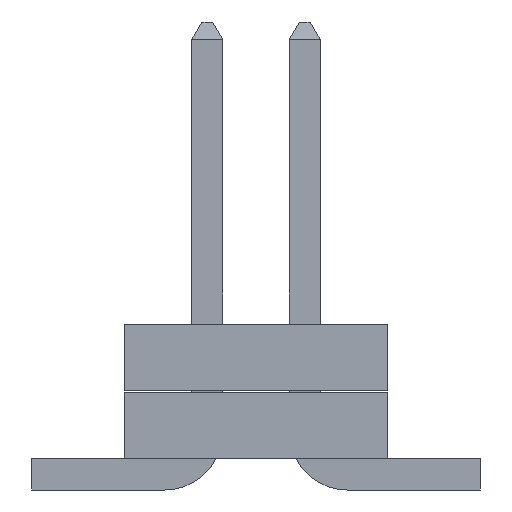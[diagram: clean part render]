
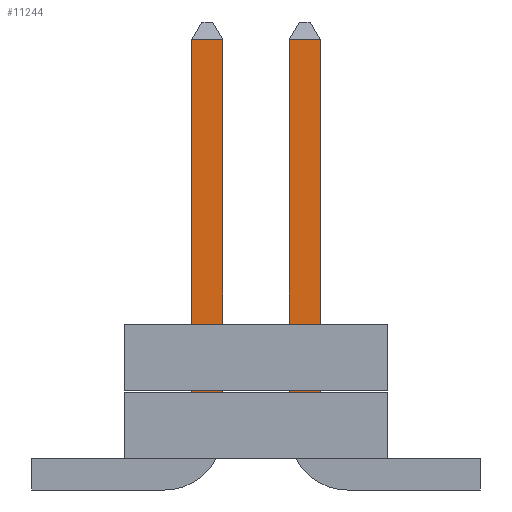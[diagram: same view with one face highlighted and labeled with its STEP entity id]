
A CAD part, left-side view. The second image highlights one B-rep face of the part: STEP entity #11244.
In plain terms, the highlighted planar face has unit normal (-1, 0, 0).
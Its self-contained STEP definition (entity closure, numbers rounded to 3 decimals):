
#221 = VERTEX_POINT('',#222);
#222 = CARTESIAN_POINT('',(-23.063,5.461,0.838));
#1663 = VERTEX_POINT('',#1664);
#1664 = CARTESIAN_POINT('',(-23.063,5.461,-0.838));
#4217 = VERTEX_POINT('',#4218);
#4218 = CARTESIAN_POINT('',(-23.063,5.461,-0.432));
#5335 = VERTEX_POINT('',#5336);
#5336 = CARTESIAN_POINT('',(-23.063,5.461,0.432));
#7613 = EDGE_CURVE('',#221,#7614,#7616,.T.);
#7614 = VERTEX_POINT('',#7615);
#7615 = CARTESIAN_POINT('',(-23.063,0.301,0.838));
#7616 = LINE('',#7617,#7618);
#7617 = CARTESIAN_POINT('',(-23.063,5.461,0.838));
#7618 = VECTOR('',#7619,1.);
#7619 = DIRECTION('',(0.,-1.,0.));
#8472 = EDGE_CURVE('',#7614,#8473,#8475,.T.);
#8473 = VERTEX_POINT('',#8474);
#8474 = CARTESIAN_POINT('',(-23.063,0.301,-0.838));
#8475 = LINE('',#8476,#8477);
#8476 = CARTESIAN_POINT('',(-23.063,0.301,0.838));
#8477 = VECTOR('',#8478,1.);
#8478 = DIRECTION('',(0.,0.,-1.));
#9338 = EDGE_CURVE('',#8473,#1663,#9339,.T.);
#9339 = LINE('',#9340,#9341);
#9340 = CARTESIAN_POINT('',(-23.063,0.301,-0.838));
#9341 = VECTOR('',#9342,1.);
#9342 = DIRECTION('',(0.,1.,0.));
#9455 = EDGE_CURVE('',#4217,#9456,#9458,.T.);
#9456 = VERTEX_POINT('',#9457);
#9457 = CARTESIAN_POINT('',(-23.063,0.555,-0.432));
#9458 = LINE('',#9459,#9460);
#9459 = CARTESIAN_POINT('',(-23.063,5.461,-0.432));
#9460 = VECTOR('',#9461,1.);
#9461 = DIRECTION('',(0.,-1.,0.));
#10314 = EDGE_CURVE('',#9456,#10315,#10317,.T.);
#10315 = VERTEX_POINT('',#10316);
#10316 = CARTESIAN_POINT('',(-23.063,0.555,0.432));
#10317 = LINE('',#10318,#10319);
#10318 = CARTESIAN_POINT('',(-23.063,0.555,-0.432));
#10319 = VECTOR('',#10320,1.);
#10320 = DIRECTION('',(0.,0.,1.));
#11180 = EDGE_CURVE('',#10315,#5335,#11181,.T.);
#11181 = LINE('',#11182,#11183);
#11182 = CARTESIAN_POINT('',(-23.063,0.555,0.432));
#11183 = VECTOR('',#11184,1.);
#11184 = DIRECTION('',(0.,1.,0.));
#11244 = ADVANCED_FACE('',(#11245),#11265,.F.);
#11245 = FACE_BOUND('',#11246,.T.);
#11246 = EDGE_LOOP('',(#11247,#11248,#11249,#11255,#11256,#11257,#11258,
    #11264));
#11247 = ORIENTED_EDGE('',*,*,#8472,.F.);
#11248 = ORIENTED_EDGE('',*,*,#7613,.F.);
#11249 = ORIENTED_EDGE('',*,*,#11250,.T.);
#11250 = EDGE_CURVE('',#221,#5335,#11251,.T.);
#11251 = LINE('',#11252,#11253);
#11252 = CARTESIAN_POINT('',(-23.063,5.461,0.));
#11253 = VECTOR('',#11254,1.);
#11254 = DIRECTION('',(0.,0.,-1.));
#11255 = ORIENTED_EDGE('',*,*,#11180,.F.);
#11256 = ORIENTED_EDGE('',*,*,#10314,.F.);
#11257 = ORIENTED_EDGE('',*,*,#9455,.F.);
#11258 = ORIENTED_EDGE('',*,*,#11259,.T.);
#11259 = EDGE_CURVE('',#4217,#1663,#11260,.T.);
#11260 = LINE('',#11261,#11262);
#11261 = CARTESIAN_POINT('',(-23.063,5.461,0.));
#11262 = VECTOR('',#11263,1.);
#11263 = DIRECTION('',(0.,0.,-1.));
#11264 = ORIENTED_EDGE('',*,*,#9338,.F.);
#11265 = PLANE('',#11266);
#11266 = AXIS2_PLACEMENT_3D('',#11267,#11268,#11269);
#11267 = CARTESIAN_POINT('',(-23.063,0.,0.));
#11268 = DIRECTION('',(1.,0.,0.));
#11269 = DIRECTION('',(0.,0.,-1.));
